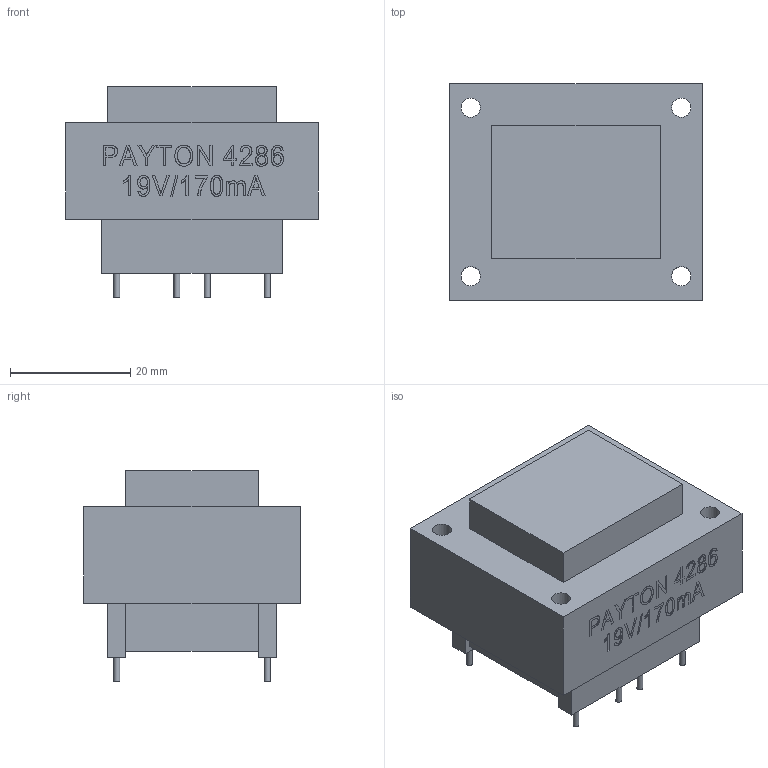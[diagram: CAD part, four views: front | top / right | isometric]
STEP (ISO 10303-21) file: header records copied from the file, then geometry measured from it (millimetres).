
FILE_DESCRIPTION(('STEP AP203'), '1');
FILE_NAME('PAYTON 4286', '2024-12-12T06:04:34', ('ava'), (''), 'ASCON STEP Converter 1.3', 'ASCON Math Kernel', '');
FILE_SCHEMA(('CONFIG_CONTROL_DESIGN'));
Length unit declared in the file: millimetre
Products named in the file (1): 1
Bounding box: 42 x 36 x 35 mm (x, y, z)
Volume: 33939.6 mm3; surface area: 7869.3 mm2
Topology: 1 solids, 1 shells, 780 faces, 2223 edges, 1482 vertices
Faces by surface type: cylinder 578, plane 202
Full cylindrical faces by diameter (mm): 1 x6, 3.2 x4
Entity records: 32153 total; most frequent: DIRECTION 4931, CARTESIAN_POINT 4476, ORIENTED_EDGE 4426, EDGE_CURVE 2213, AXIS2_PLACEMENT_3D 1937, VERTEX_POINT 1482, CIRCLE 1156, LINE 1057
